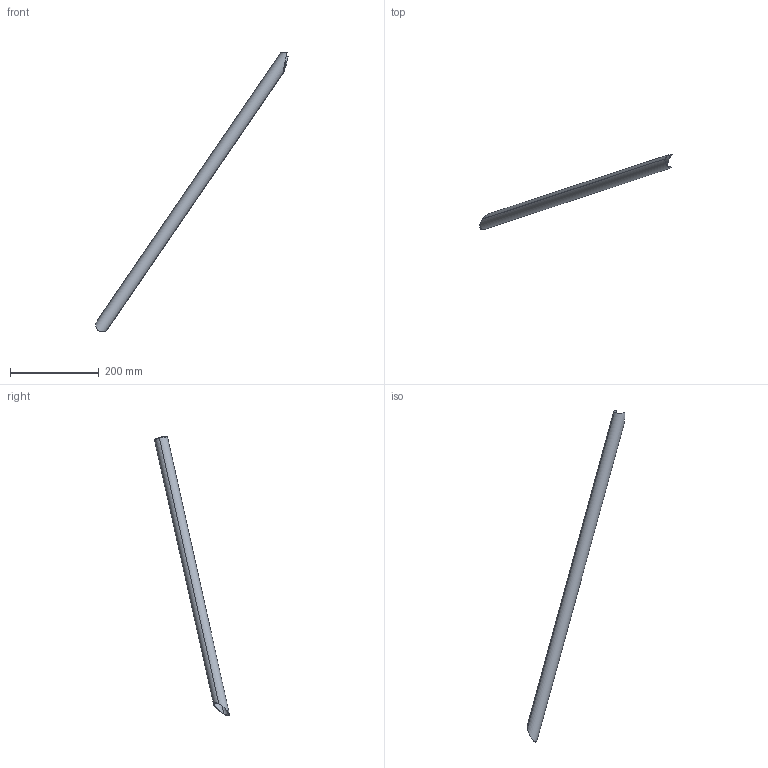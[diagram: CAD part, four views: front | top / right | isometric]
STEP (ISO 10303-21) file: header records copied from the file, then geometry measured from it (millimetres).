
FILE_DESCRIPTION(('STEP AP214'),'1');
FILE_NAME('48.stp','2018-02-08T14:43:45',(' '),(' '),'Spatial InterOp 3D',' ',' ');
FILE_SCHEMA(('automotive_design'));
Length unit declared in the file: metre
Products named in the file (2): Corps1; 1
Bounding box: 434.26 x 168.67 x 629.94 mm (x, y, z)
Volume: 98812.8 mm3; surface area: 132359.2 mm2
Topology: 1 solids, 1 shells, 7 faces, 26 edges, 21 vertices
Faces by surface type: cylinder 6, plane 1
Entity records: 509 total; most frequent: CARTESIAN_POINT 173, ORIENTED_EDGE 50, DIRECTION 47, EDGE_CURVE 25, AXIS2_PLACEMENT_3D 20, VERTEX_POINT 19, ELLIPSE 11, STYLED_ITEM 10
